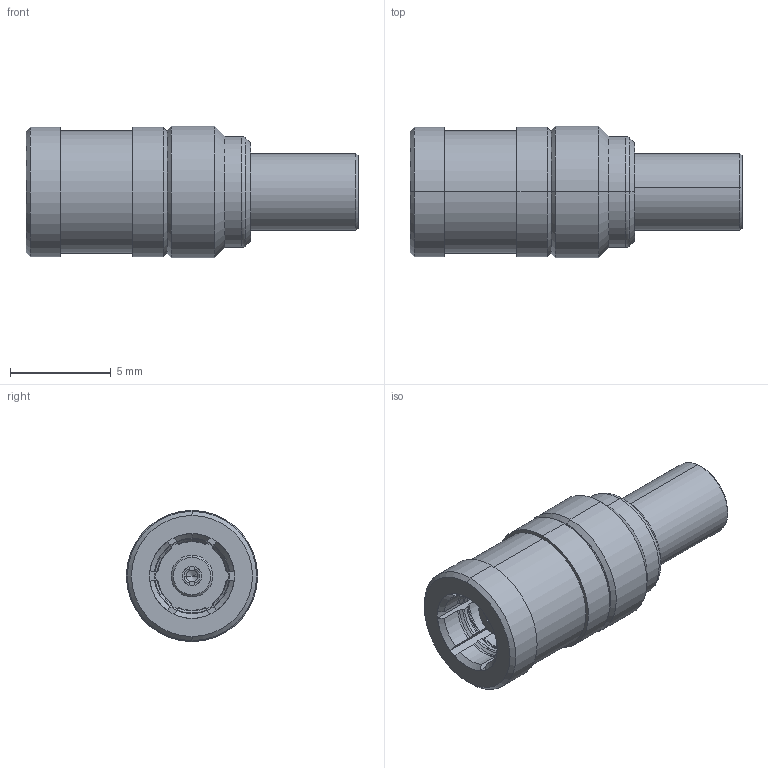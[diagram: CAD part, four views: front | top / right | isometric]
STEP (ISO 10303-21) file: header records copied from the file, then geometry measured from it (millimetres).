
FILE_DESCRIPTION (( 'STEP AP214' ), '1' );
FILE_NAME ('ÑÖÍÊ.434531.036ÑÁ_Ðîçåòêà+äëÿ ïîòðåáèòåëÿ.STEP', '2018-11-30T09:11:11', ( 'User' ), ( '' ), 'SwSTEP 2.0', 'SolidWorks 2016', '' );
FILE_SCHEMA (( 'AUTOMOTIVE_DESIGN' ));
Length unit declared in the file: millimetre
Products named in the file (1): ÑÖÍÊ.434531.036ÑÁ_Ðîçåòêà+äëÿ ïîòðåáèòåëÿ
Bounding box: 16.45 x 6.5 x 6.5 mm (x, y, z)
Volume: 321.5 mm3; surface area: 540.1 mm2
Topology: 1 solids, 1 shells, 171 faces, 431 edges, 270 vertices
Faces by surface type: cone 51, cylinder 46, torus 37, plane 37
Entity records: 7370 total; most frequent: CARTESIAN_POINT 1387, DIRECTION 883, ORIENTED_EDGE 858, EDGE_CURVE 429, AXIS2_PLACEMENT_3D 370, VERTEX_POINT 270, CIRCLE 198, EDGE_LOOP 181
